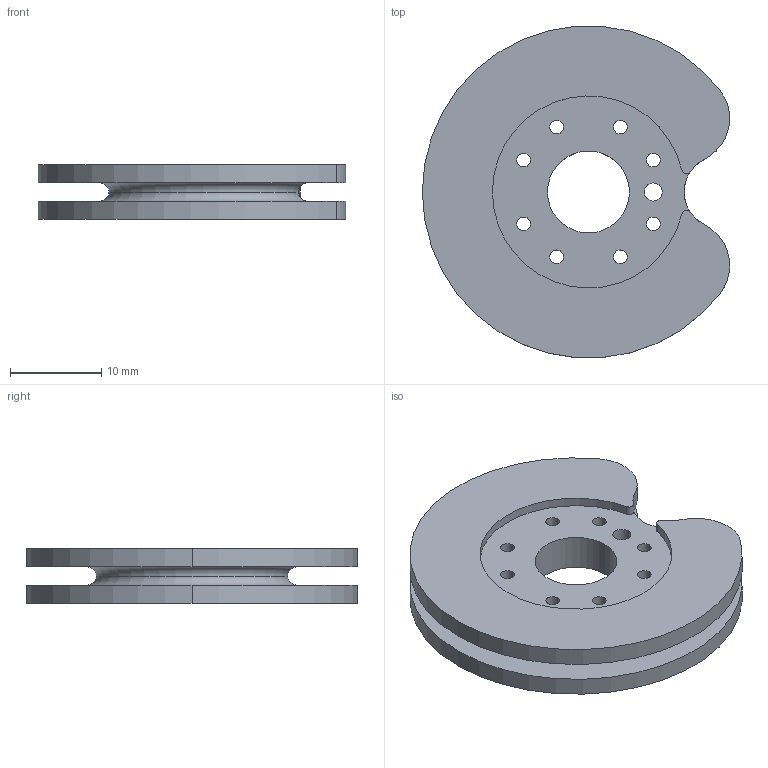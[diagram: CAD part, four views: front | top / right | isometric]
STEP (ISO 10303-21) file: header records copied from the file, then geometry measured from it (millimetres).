
FILE_DESCRIPTION (( 'STEP AP203' ), '1' );
FILE_NAME ('b1_power_t42.STEP', '2015-02-27T21:52:18', ( '' ), ( '' ), 'SwSTEP 2.0', 'SolidWorks 2013', '' );
FILE_SCHEMA (( 'CONFIG_CONTROL_DESIGN' ));
Length unit declared in the file: millimetre
Products named in the file (1): b1_power_t42
Bounding box: 33.76 x 36.39 x 6 mm (x, y, z)
Volume: 3773.2 mm3; surface area: 4009.7 mm2
Topology: 1 solids, 1 shells, 53 faces, 145 edges, 90 vertices
Faces by surface type: cylinder 41, plane 6, bspline 4, torus 2
Entity records: 1915 total; most frequent: CARTESIAN_POINT 413, DIRECTION 332, ORIENTED_EDGE 282, AXIS2_PLACEMENT_3D 145, EDGE_CURVE 141, CIRCLE 95, VERTEX_POINT 90, EDGE_LOOP 73
